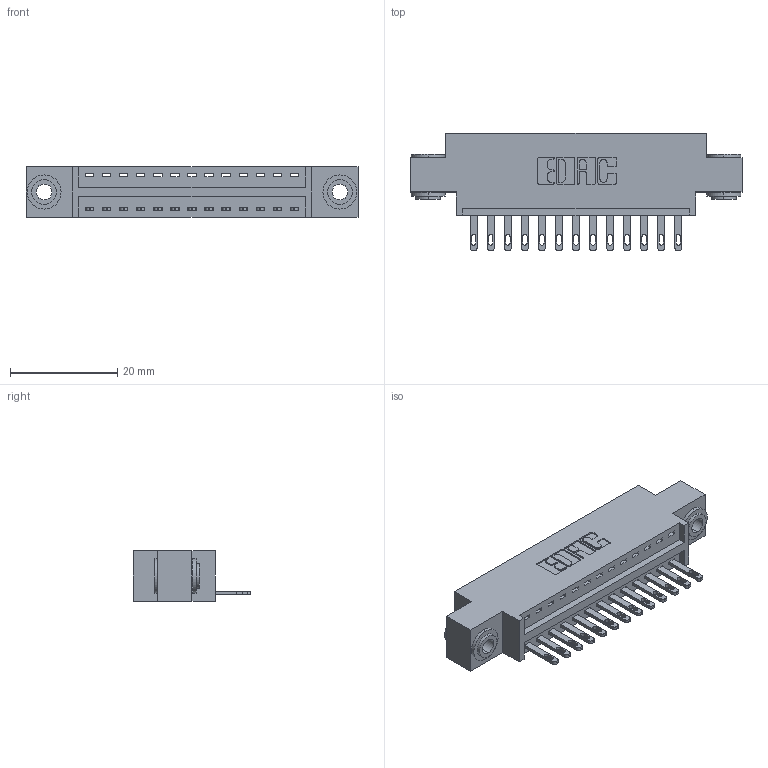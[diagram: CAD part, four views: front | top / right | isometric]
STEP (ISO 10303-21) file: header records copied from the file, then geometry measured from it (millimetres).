
FILE_DESCRIPTION (( 'STEP AP203' ), '1' );
FILE_NAME ('346-013-500-603.STEP', '2022-05-05T03:48:46', ( '' ), ( '' ), 'SwSTEP 2.0', 'SolidWorks 2020', '' );
FILE_SCHEMA (( 'CONFIG_CONTROL_DESIGN' ));
Length unit declared in the file: inch
Products named in the file (4): 345-250-002_345-250-002-102; 346-013-500-603; 346 Part_0.170 Offset - 0.156 Dia-TH; 345-292-001_345-293-100
Assembly tree (16 placements, depth 2):
  346-013-500-603
    346 Part_0.170 Offset - 0.156 Dia-TH
    345-292-001_345-293-100  x13
    345-250-002_345-250-002-102  x2
Bounding box: 61.85 x 21.84 x 9.4 mm (x, y, z)
Volume: 5575.2 mm3; surface area: 7097.5 mm2
Topology: 16 solids, 16 shells, 880 faces, 2637 edges, 1754 vertices
Faces by surface type: plane 546, cylinder 326, cone 8
Entity records: 13100 total; most frequent: CARTESIAN_POINT 2236, ORIENTED_EDGE 2174, DIRECTION 2039, EDGE_CURVE 1087, VECTOR 875, LINE 875, VERTEX_POINT 722, AXIS2_PLACEMENT_3D 582
